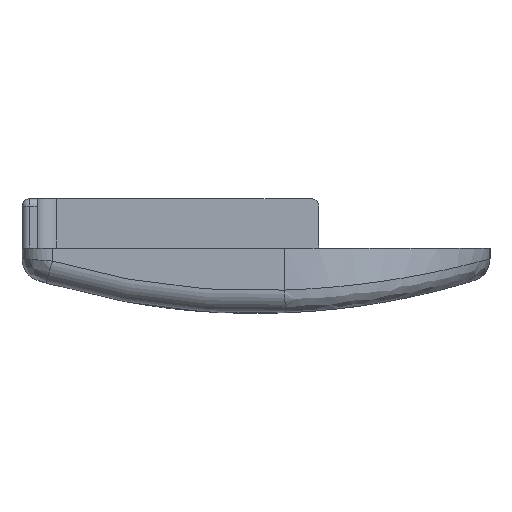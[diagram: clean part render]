
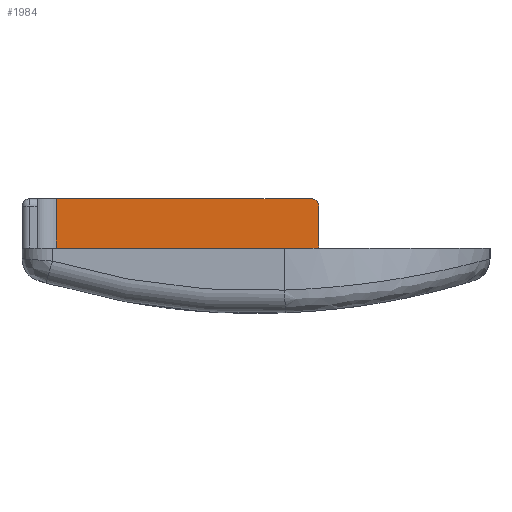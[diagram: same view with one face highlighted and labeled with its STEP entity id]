
A CAD part, front view. The second image highlights one B-rep face of the part: STEP entity #1984.
In plain terms, the highlighted planar face has unit normal (0, -1, 0).
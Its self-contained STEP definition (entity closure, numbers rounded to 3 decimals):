
#117=PLANE('',#2180);
#226=FACE_OUTER_BOUND('',#352,.T.);
#352=EDGE_LOOP('',(#1813,#1814,#1815,#1816,#1817,#1818,#1819));
#384=LINE('',#2958,#559);
#427=LINE('',#3093,#602);
#436=LINE('',#3109,#611);
#446=LINE('',#3138,#621);
#529=LINE('',#3675,#704);
#530=LINE('',#3677,#705);
#559=VECTOR('',#2278,10.);
#602=VECTOR('',#2407,10.);
#611=VECTOR('',#2426,10.);
#621=VECTOR('',#2450,10.);
#704=VECTOR('',#2737,10.);
#705=VECTOR('',#2740,10.);
#735=CIRCLE('',#2046,1.);
#838=VERTEX_POINT('',#2955);
#839=VERTEX_POINT('',#2957);
#873=VERTEX_POINT('',#3048);
#874=VERTEX_POINT('',#3049);
#888=VERTEX_POINT('',#3091);
#901=VERTEX_POINT('',#3135);
#902=VERTEX_POINT('',#3137);
#1036=EDGE_CURVE('',#838,#839,#384,.T.);
#1079=EDGE_CURVE('',#873,#874,#735,.T.);
#1101=EDGE_CURVE('',#888,#873,#427,.T.);
#1110=EDGE_CURVE('',#838,#874,#436,.T.);
#1123=EDGE_CURVE('',#902,#901,#446,.T.);
#1263=EDGE_CURVE('',#901,#839,#529,.T.);
#1264=EDGE_CURVE('',#902,#888,#530,.T.);
#1813=ORIENTED_EDGE('',*,*,#1079,.F.);
#1814=ORIENTED_EDGE('',*,*,#1101,.F.);
#1815=ORIENTED_EDGE('',*,*,#1264,.F.);
#1816=ORIENTED_EDGE('',*,*,#1123,.T.);
#1817=ORIENTED_EDGE('',*,*,#1263,.T.);
#1818=ORIENTED_EDGE('',*,*,#1036,.F.);
#1819=ORIENTED_EDGE('',*,*,#1110,.T.);
#1984=ADVANCED_FACE('',(#226),#117,.T.);
#2046=AXIS2_PLACEMENT_3D('',#3050,#2358,#2359);
#2180=AXIS2_PLACEMENT_3D('',#3676,#2738,#2739);
#2278=DIRECTION('',(1.,0.,0.));
#2358=DIRECTION('center_axis',(0.,1.,0.));
#2359=DIRECTION('ref_axis',(0.707,0.,0.707));
#2407=DIRECTION('',(1.,0.,0.));
#2426=DIRECTION('',(0.,0.,1.));
#2450=DIRECTION('',(1.,0.,0.));
#2737=DIRECTION('',(0.,0.,1.));
#2738=DIRECTION('center_axis',(0.,-1.,0.));
#2739=DIRECTION('ref_axis',(1.,0.,0.));
#2740=DIRECTION('',(0.,0.,1.));
#2955=CARTESIAN_POINT('',(36.5,96.,3.6));
#2957=CARTESIAN_POINT('',(52.5,96.,3.6));
#2958=CARTESIAN_POINT('',(2.,96.,3.6));
#3048=CARTESIAN_POINT('',(35.5,96.,10.1));
#3049=CARTESIAN_POINT('',(36.5,96.,9.1));
#3050=CARTESIAN_POINT('Origin',(35.5,96.,9.1));
#3091=CARTESIAN_POINT('',(2.,96.,10.1));
#3093=CARTESIAN_POINT('',(36.5,96.,10.1));
#3109=CARTESIAN_POINT('',(36.5,96.,3.6));
#3135=CARTESIAN_POINT('',(52.5,96.,2.));
#3137=CARTESIAN_POINT('',(2.,96.,2.));
#3138=CARTESIAN_POINT('',(15.125,96.,2.));
#3675=CARTESIAN_POINT('',(52.5,96.,0.));
#3676=CARTESIAN_POINT('Origin',(2.,96.,0.));
#3677=CARTESIAN_POINT('',(2.,96.,0.));
